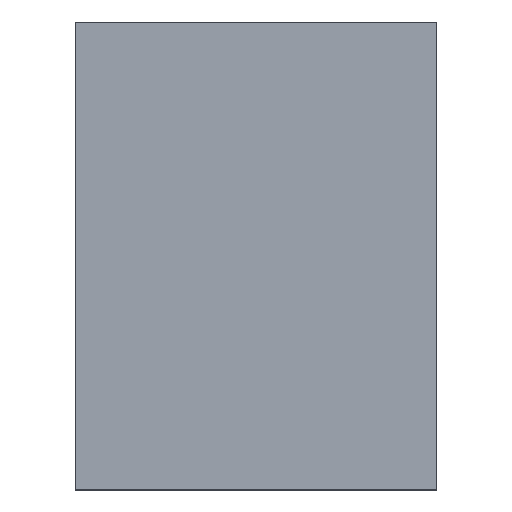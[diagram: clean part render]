
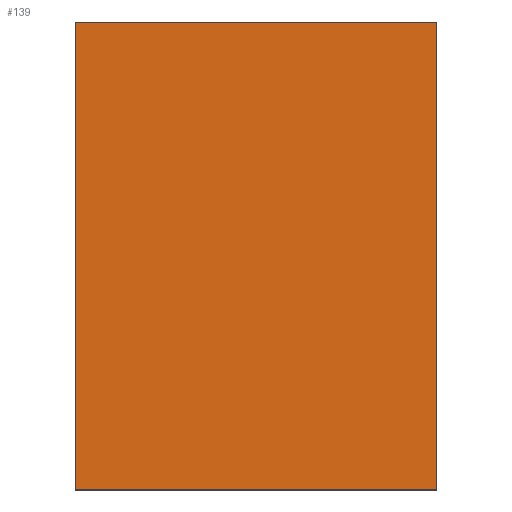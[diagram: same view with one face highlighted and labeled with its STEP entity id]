
A CAD part, top view. The second image highlights one B-rep face of the part: STEP entity #139.
In plain terms, the highlighted planar face has unit normal (0, 0, 1).
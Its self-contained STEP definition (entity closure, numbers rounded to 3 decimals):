
#1 = DIRECTION ( 'NONE',  ( 0., 0., -1. ) ) ;
#7 = CARTESIAN_POINT ( 'NONE',  ( 50., 64.7, 0.7 ) ) ;
#9 = EDGE_CURVE ( 'NONE', #183, #167, #60, .T. ) ;
#18 = VECTOR ( 'NONE', #187, 1000. ) ;
#20 = VERTEX_POINT ( 'NONE', #7 ) ;
#21 = AXIS2_PLACEMENT_3D ( 'NONE', #174, #1, #155 ) ;
#25 = DIRECTION ( 'NONE',  ( -1., 0., 0. ) ) ;
#26 = CARTESIAN_POINT ( 'NONE',  ( 0., 64.7, 0.7 ) ) ;
#32 = CARTESIAN_POINT ( 'NONE',  ( 50., 0., 0.7 ) ) ;
#33 = LINE ( 'NONE', #32, #55 ) ;
#45 = PLANE ( 'NONE',  #21 ) ;
#55 = VECTOR ( 'NONE', #130, 1000. ) ;
#60 = LINE ( 'NONE', #132, #18 ) ;
#70 = ORIENTED_EDGE ( 'NONE', *, *, #184, .T. ) ;
#72 = EDGE_CURVE ( 'NONE', #167, #20, #33, .T. ) ;
#79 = CARTESIAN_POINT ( 'NONE',  ( 0., 0., 0.7 ) ) ;
#90 = ORIENTED_EDGE ( 'NONE', *, *, #196, .T. ) ;
#103 = CARTESIAN_POINT ( 'NONE',  ( 0., 64.7, 0.7 ) ) ;
#104 = VECTOR ( 'NONE', #145, 1000. ) ;
#105 = LINE ( 'NONE', #181, #104 ) ;
#111 = ORIENTED_EDGE ( 'NONE', *, *, #9, .T. ) ;
#115 = VERTEX_POINT ( 'NONE', #26 ) ;
#119 = VECTOR ( 'NONE', #25, 1000. ) ;
#121 = ORIENTED_EDGE ( 'NONE', *, *, #72, .T. ) ;
#128 = CARTESIAN_POINT ( 'NONE',  ( 50., 0., 0.7 ) ) ;
#130 = DIRECTION ( 'NONE',  ( 0., 1., 0. ) ) ;
#132 = CARTESIAN_POINT ( 'NONE',  ( 0., 0., 0.7 ) ) ;
#139 = ADVANCED_FACE ( 'NONE', ( #152 ), #45, .F. ) ;
#145 = DIRECTION ( 'NONE',  ( 0., -1., 0. ) ) ;
#147 = LINE ( 'NONE', #103, #119 ) ;
#152 = FACE_OUTER_BOUND ( 'NONE', #153, .T. ) ;
#153 = EDGE_LOOP ( 'NONE', ( #70, #111, #121, #90 ) ) ;
#155 = DIRECTION ( 'NONE',  ( -1., 0., 0. ) ) ;
#167 = VERTEX_POINT ( 'NONE', #128 ) ;
#174 = CARTESIAN_POINT ( 'NONE',  ( 0., 0., 0.7 ) ) ;
#181 = CARTESIAN_POINT ( 'NONE',  ( 0., 0., 0.7 ) ) ;
#183 = VERTEX_POINT ( 'NONE', #79 ) ;
#184 = EDGE_CURVE ( 'NONE', #115, #183, #105, .T. ) ;
#187 = DIRECTION ( 'NONE',  ( 1., 0., 0. ) ) ;
#196 = EDGE_CURVE ( 'NONE', #20, #115, #147, .T. ) ;
